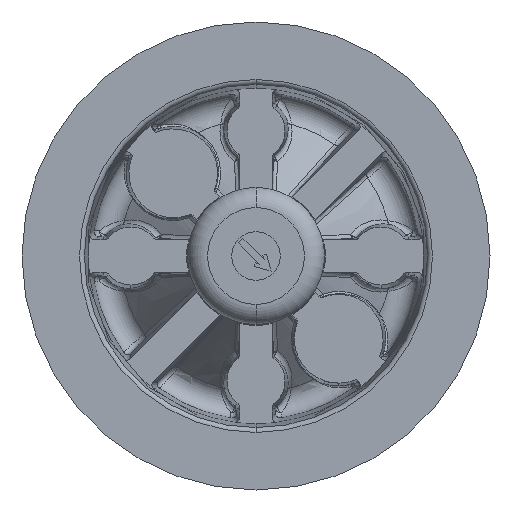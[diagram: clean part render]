
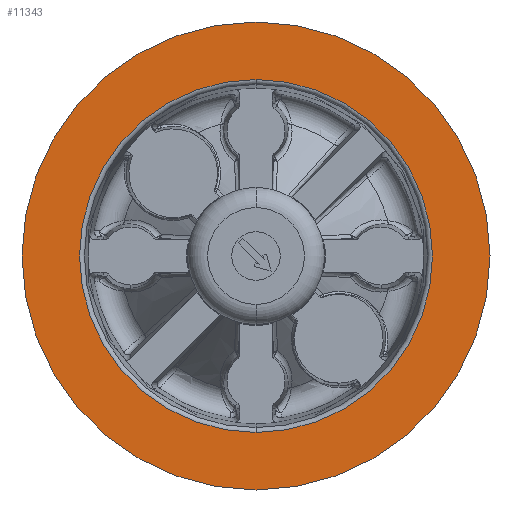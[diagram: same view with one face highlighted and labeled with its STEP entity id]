
A CAD part, front view. The second image highlights one B-rep face of the part: STEP entity #11343.
In plain terms, the highlighted planar face has unit normal (0, -1, 0).
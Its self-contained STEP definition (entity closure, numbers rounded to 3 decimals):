
#156 = DIRECTION ( 'NONE',  ( 0., 1., 0. ) ) ;
#874 = EDGE_CURVE ( 'NONE', #2047, #9884, #6300, .T. ) ;
#1310 = CIRCLE ( 'NONE', #5972, 10.935 ) ;
#1554 = DIRECTION ( 'NONE',  ( 0., 0., -1. ) ) ;
#1609 = DIRECTION ( 'NONE',  ( 0., 1., 0. ) ) ;
#1669 = DIRECTION ( 'NONE',  ( 0., 1., 0. ) ) ;
#2047 = VERTEX_POINT ( 'NONE', #4156 ) ;
#2065 = AXIS2_PLACEMENT_3D ( 'NONE', #2467, #2583, #9878 ) ;
#2110 = CARTESIAN_POINT ( 'NONE',  ( 0., -1., 0. ) ) ;
#2467 = CARTESIAN_POINT ( 'NONE',  ( -14.5, -1., 0. ) ) ;
#2581 = DIRECTION ( 'NONE',  ( 0., 0., 1. ) ) ;
#2583 = DIRECTION ( 'NONE',  ( 0., -1., 0. ) ) ;
#2717 = ORIENTED_EDGE ( 'NONE', *, *, #8903, .F. ) ;
#3015 = DIRECTION ( 'NONE',  ( 0., 0., 1. ) ) ;
#3900 = VERTEX_POINT ( 'NONE', #11663 ) ;
#4156 = CARTESIAN_POINT ( 'NONE',  ( 0., -1., 10.935 ) ) ;
#4242 = CIRCLE ( 'NONE', #11205, 14.5 ) ;
#4432 = FACE_BOUND ( 'NONE', #7437, .T. ) ;
#5182 = ORIENTED_EDGE ( 'NONE', *, *, #7537, .F. ) ;
#5207 = AXIS2_PLACEMENT_3D ( 'NONE', #11018, #1669, #2581 ) ;
#5462 = CARTESIAN_POINT ( 'NONE',  ( 0., -1., -10.935 ) ) ;
#5853 = DIRECTION ( 'NONE',  ( 0., 0., -1. ) ) ;
#5972 = AXIS2_PLACEMENT_3D ( 'NONE', #7206, #1609, #1554 ) ;
#6300 = CIRCLE ( 'NONE', #8786, 10.935 ) ;
#7206 = CARTESIAN_POINT ( 'NONE',  ( 0., -1., 0. ) ) ;
#7437 = EDGE_LOOP ( 'NONE', ( #9258, #9272 ) ) ;
#7485 = EDGE_CURVE ( 'NONE', #9884, #2047, #1310, .T. ) ;
#7515 = CIRCLE ( 'NONE', #5207, 14.5 ) ;
#7537 = EDGE_CURVE ( 'NONE', #3900, #11058, #7515, .T. ) ;
#7609 = CARTESIAN_POINT ( 'NONE',  ( 0., -1., 0. ) ) ;
#8786 = AXIS2_PLACEMENT_3D ( 'NONE', #7609, #156, #5853 ) ;
#8903 = EDGE_CURVE ( 'NONE', #11058, #3900, #4242, .T. ) ;
#9258 = ORIENTED_EDGE ( 'NONE', *, *, #7485, .T. ) ;
#9272 = ORIENTED_EDGE ( 'NONE', *, *, #874, .T. ) ;
#9878 = DIRECTION ( 'NONE',  ( 0., 0., -1. ) ) ;
#9884 = VERTEX_POINT ( 'NONE', #5462 ) ;
#9942 = EDGE_LOOP ( 'NONE', ( #5182, #2717 ) ) ;
#10290 = CARTESIAN_POINT ( 'NONE',  ( 0., -1., -14.5 ) ) ;
#10366 = DIRECTION ( 'NONE',  ( 0., 1., 0. ) ) ;
#10660 = FACE_OUTER_BOUND ( 'NONE', #9942, .T. ) ;
#10784 = PLANE ( 'NONE',  #2065 ) ;
#11018 = CARTESIAN_POINT ( 'NONE',  ( 0., -1., 0. ) ) ;
#11058 = VERTEX_POINT ( 'NONE', #10290 ) ;
#11205 = AXIS2_PLACEMENT_3D ( 'NONE', #2110, #10366, #3015 ) ;
#11343 = ADVANCED_FACE ( 'NONE', ( #4432, #10660 ), #10784, .T. ) ;
#11663 = CARTESIAN_POINT ( 'NONE',  ( 0., -1., 14.5 ) ) ;
